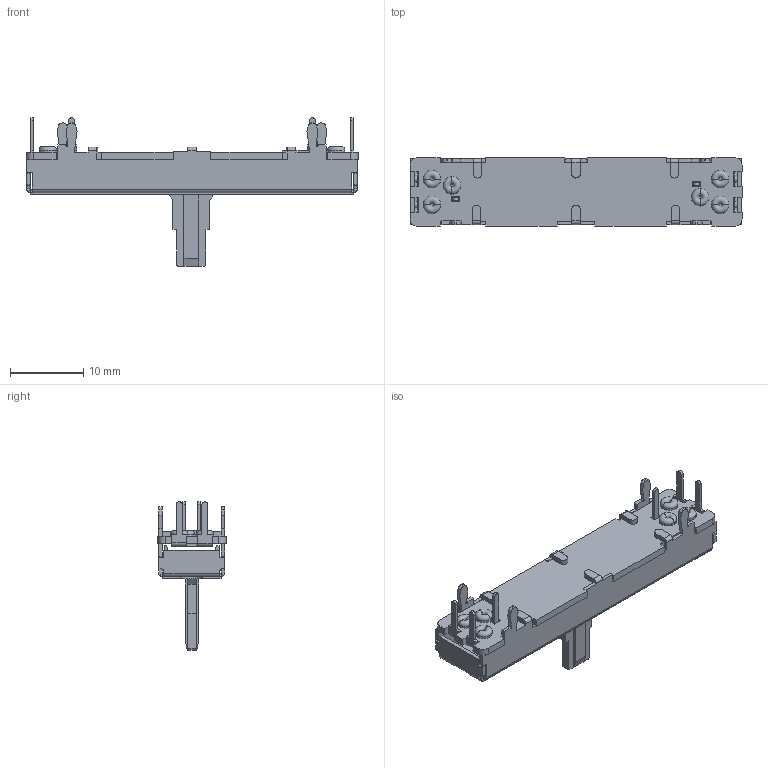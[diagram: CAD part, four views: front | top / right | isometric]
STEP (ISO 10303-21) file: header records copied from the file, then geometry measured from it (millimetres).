
FILE_DESCRIPTION((''),'2;1');
FILE_NAME('PTA3054-2X10CIXXXX','2015-01-27T',('rickb'),('Bourns, Inc.'),'PRO/ENGINEER BY PARAMETRIC TECHNOLOGY CORPORATION, 2012230','PRO/ENGINEER BY PARAMETRIC TECHNOLOGY CORPORATION, 2012230','');
FILE_SCHEMA(('CONFIG_CONTROL_DESIGN'));
Length unit declared in the file: millimetre
Products named in the file (1): PTA3054-2X10CIXXXX
Bounding box: 45.2 x 9.3 x 20.2 mm (x, y, z)
Volume: 1149.5 mm3; surface area: 3450.2 mm2
Topology: 1 solids, 9 shells, 623 faces, 1756 edges, 1126 vertices
Faces by surface type: plane 436, cylinder 155, torus 24, bspline 8
Entity records: 20281 total; most frequent: CARTESIAN_POINT 3785, ORIENTED_EDGE 3504, DIRECTION 3355, EDGE_CURVE 1756, VECTOR 1357, LINE 1357, VERTEX_POINT 1126, AXIS2_PLACEMENT_3D 999
